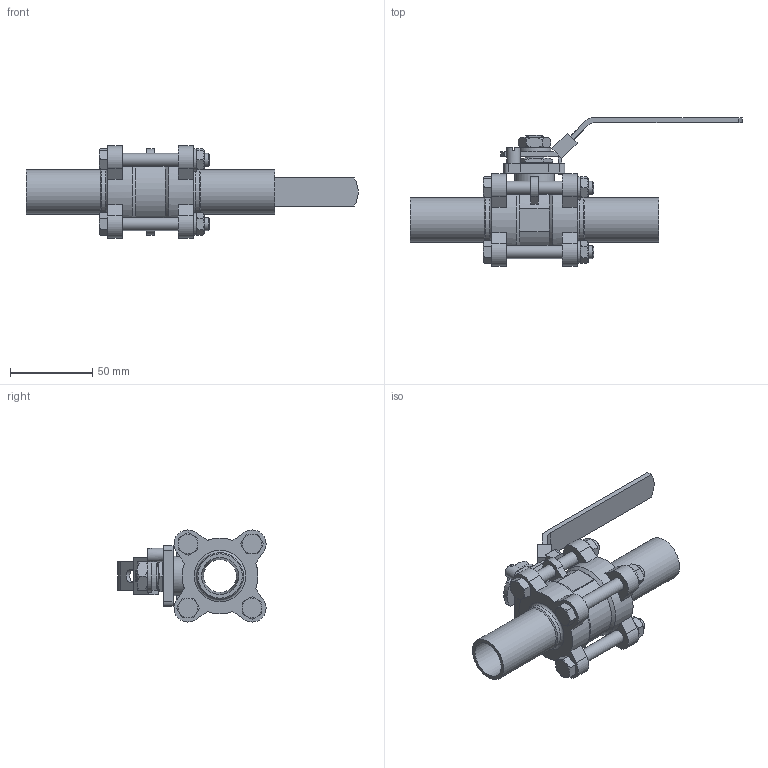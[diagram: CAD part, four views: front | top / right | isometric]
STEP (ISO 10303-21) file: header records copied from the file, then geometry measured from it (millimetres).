
FILE_DESCRIPTION(/* description */ ('Unknown'),/* implementation_level */ '2;1');
FILE_NAME(/* name */ 'R641-SL-PN63-BW-DN20',/* time_stamp */ '2023-09-08T17:45:56+08:00',/* author */ ('Unknown'),/* organization */ ('Unknown'),/* preprocessor_version */ 'ST-DEVELOPER v16.7',/* originating_system */ 'DEX',/* authorisation */ $);
FILE_SCHEMA (('AUTOMOTIVE_DESIGN {1 0 10303 214 3 1 1}'));
Length unit declared in the file: millimetre
Products named in the file (2): R641-SL-PN63-BW-DN20; DN20 V-3CS-EB（HK R-641-SL 
Assembly tree (1 placements, depth 2):
  R641-SL-PN63-BW-DN20
    DN20 V-3CS-EB（HK R-641-SL 
Bounding box: 201.45 x 89.94 x 55.89 mm (x, y, z)
Volume: 136485.9 mm3; surface area: 55575.8 mm2
Topology: 1 solids, 4 shells, 425 faces, 1063 edges, 663 vertices
Faces by surface type: plane 225, cone 103, cylinder 76, bspline 19, torus 2
Full cylindrical faces by diameter (mm): 4.2 x3, 7.938 x8, 8 x1, 8.3 x1, 8.5 x10, 11.3 x1, 11.7 x1, 16.2 x1, 20 x1, 22.5 x2, 24 x1, 26.9 x2, 28.3 x2, 46 x2
Entity records: 13372 total; most frequent: CARTESIAN_POINT 3765, ORIENTED_EDGE 1998, DIRECTION 1864, EDGE_CURVE 999, AXIS2_PLACEMENT_3D 716, VERTEX_POINT 646, EDGE_LOOP 529, FACE_BOUND 529
